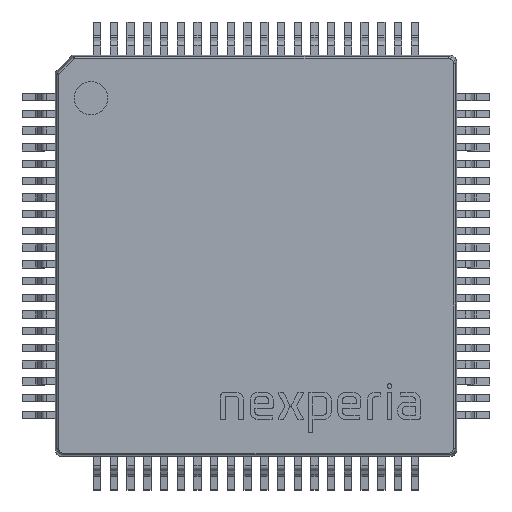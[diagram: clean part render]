
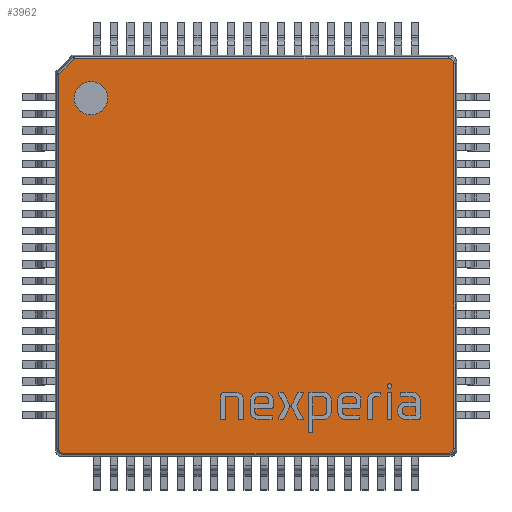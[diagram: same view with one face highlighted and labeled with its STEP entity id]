
A CAD part, top view. The second image highlights one B-rep face of the part: STEP entity #3962.
In plain terms, the highlighted planar face has unit normal (0, 0, 1).
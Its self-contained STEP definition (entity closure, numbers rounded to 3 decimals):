
#466=PLANE('',#4326);
#593=LINE('',#5903,#950);
#594=LINE('',#5907,#951);
#595=LINE('',#5909,#952);
#596=LINE('',#5911,#953);
#597=LINE('',#5915,#954);
#950=VECTOR('',#4736,10.);
#951=VECTOR('',#4741,10.);
#952=VECTOR('',#4742,10.);
#953=VECTOR('',#4743,10.);
#954=VECTOR('',#4746,10.);
#1358=FACE_OUTER_BOUND('',#1575,.T.);
#1575=EDGE_LOOP('',(#2850,#2851,#2852,#2853,#2854,#2855,#2856,#2857));
#1796=ELLIPSE('',#4314,0.151,0.15);
#1802=ELLIPSE('',#4327,0.151,0.15);
#1803=ELLIPSE('',#4328,0.151,0.15);
#1913=VERTEX_POINT('',#5862);
#1916=VERTEX_POINT('',#5867);
#1928=VERTEX_POINT('',#5902);
#1929=VERTEX_POINT('',#5906);
#1930=VERTEX_POINT('',#5908);
#1931=VERTEX_POINT('',#5910);
#1932=VERTEX_POINT('',#5912);
#1933=VERTEX_POINT('',#5914);
#2274=EDGE_CURVE('',#1916,#1913,#1796,.T.);
#2291=EDGE_CURVE('',#1913,#1928,#593,.T.);
#2293=EDGE_CURVE('',#1929,#1916,#594,.T.);
#2294=EDGE_CURVE('',#1930,#1929,#595,.T.);
#2295=EDGE_CURVE('',#1931,#1930,#596,.T.);
#2296=EDGE_CURVE('',#1932,#1931,#1802,.T.);
#2297=EDGE_CURVE('',#1933,#1932,#597,.T.);
#2298=EDGE_CURVE('',#1928,#1933,#1803,.T.);
#2850=ORIENTED_EDGE('',*,*,#2274,.F.);
#2851=ORIENTED_EDGE('',*,*,#2293,.F.);
#2852=ORIENTED_EDGE('',*,*,#2294,.F.);
#2853=ORIENTED_EDGE('',*,*,#2295,.F.);
#2854=ORIENTED_EDGE('',*,*,#2296,.F.);
#2855=ORIENTED_EDGE('',*,*,#2297,.F.);
#2856=ORIENTED_EDGE('',*,*,#2298,.F.);
#2857=ORIENTED_EDGE('',*,*,#2291,.F.);
#3962=ADVANCED_FACE('',(#1358),#466,.T.);
#4314=AXIS2_PLACEMENT_3D('',#5869,#4703,#4704);
#4326=AXIS2_PLACEMENT_3D('',#5905,#4739,#4740);
#4327=AXIS2_PLACEMENT_3D('',#5913,#4744,#4745);
#4328=AXIS2_PLACEMENT_3D('',#5916,#4747,#4748);
#4703=DIRECTION('center_axis',(0.,0.,-1.));
#4704=DIRECTION('ref_axis',(-0.707,0.707,0.));
#4736=DIRECTION('',(1.,0.,0.));
#4739=DIRECTION('center_axis',(0.,0.,1.));
#4740=DIRECTION('ref_axis',(1.,0.,0.));
#4741=DIRECTION('',(0.,1.,0.));
#4742=DIRECTION('',(-0.707,0.707,0.));
#4743=DIRECTION('',(-1.,0.,0.));
#4744=DIRECTION('center_axis',(0.,0.,-1.));
#4745=DIRECTION('ref_axis',(0.707,-0.707,0.));
#4746=DIRECTION('',(0.,-1.,0.));
#4747=DIRECTION('center_axis',(0.,0.,-1.));
#4748=DIRECTION('ref_axis',(0.707,0.707,0.));
#5862=CARTESIAN_POINT('',(-5.754,5.904,1.45));
#5867=CARTESIAN_POINT('',(-5.904,5.754,1.45));
#5869=CARTESIAN_POINT('Origin',(-5.753,5.753,1.45));
#5902=CARTESIAN_POINT('',(5.754,5.904,1.45));
#5903=CARTESIAN_POINT('',(1.5,5.904,1.45));
#5905=CARTESIAN_POINT('Origin',(0.,0.,1.45));
#5906=CARTESIAN_POINT('',(-5.904,-5.431,1.45));
#5907=CARTESIAN_POINT('',(-5.904,1.5,1.45));
#5908=CARTESIAN_POINT('',(-5.431,-5.904,1.45));
#5909=CARTESIAN_POINT('',(-5.668,-5.668,1.45));
#5910=CARTESIAN_POINT('',(5.754,-5.904,1.45));
#5911=CARTESIAN_POINT('',(-1.5,-5.904,1.45));
#5912=CARTESIAN_POINT('',(5.904,-5.754,1.45));
#5913=CARTESIAN_POINT('Origin',(5.753,-5.753,1.45));
#5914=CARTESIAN_POINT('',(5.904,5.754,1.45));
#5915=CARTESIAN_POINT('',(5.904,-1.5,1.45));
#5916=CARTESIAN_POINT('Origin',(5.753,5.753,1.45));
